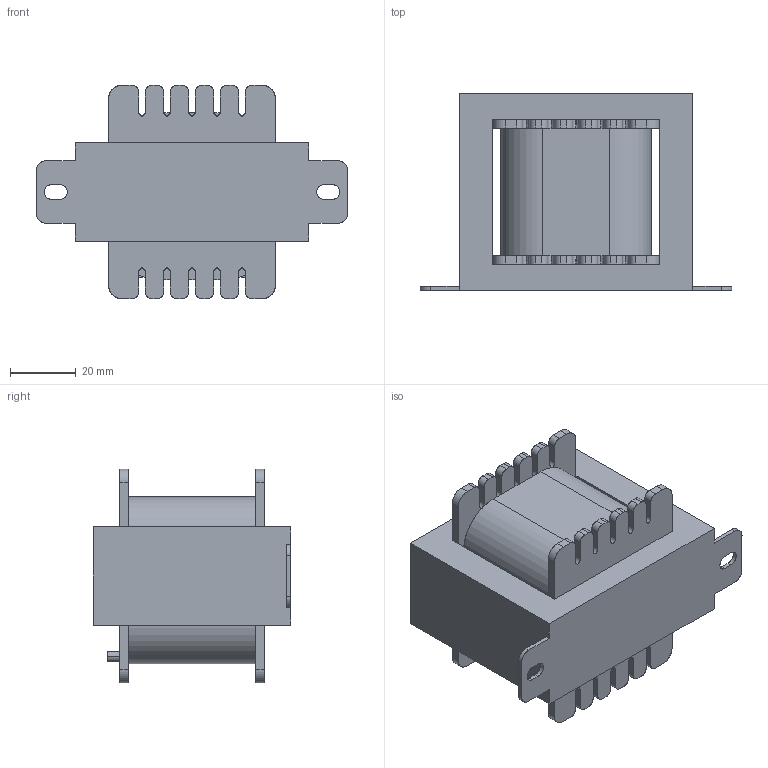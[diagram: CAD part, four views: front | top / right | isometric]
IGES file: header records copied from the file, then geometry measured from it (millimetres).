
Start section: SolidWorks IGES file using analytic representation for surfaces
Global section: file name: 480.347.277-125VA REV A.IGS; native system: SolidWorks 2012; preprocessor: SolidWorks 2012; author: Engineering3; date: 120829.171556; units: inch
Bounding box: 95 x 60 x 65 mm (x, y, z)
Surface area: 28892.9 mm2 (no closed solid volume)
Topology: 0 solids, 0 shells, 260 faces, 2856 edges, 2856 vertices
Faces by surface type: bspline 150, revolution 110
